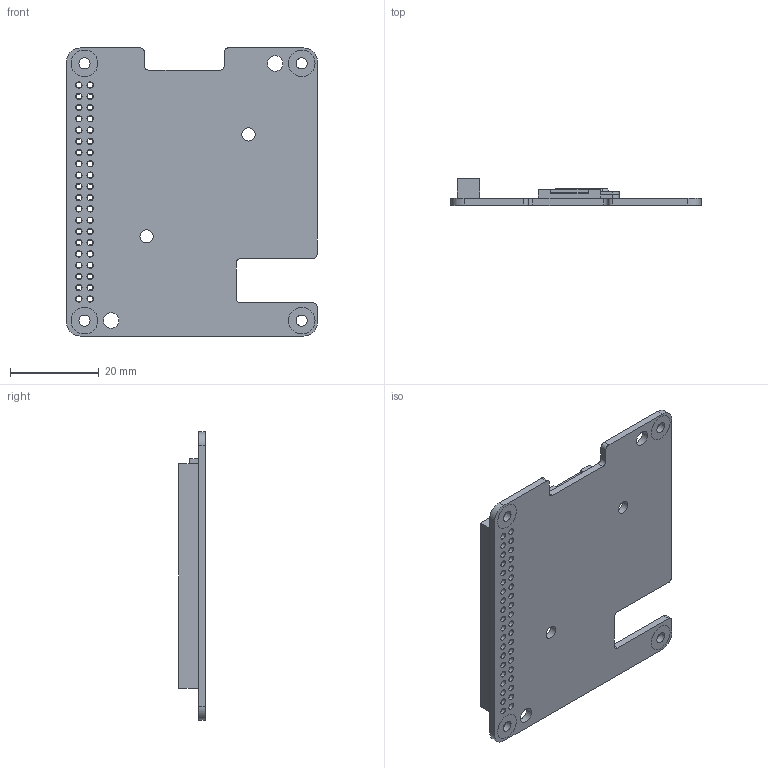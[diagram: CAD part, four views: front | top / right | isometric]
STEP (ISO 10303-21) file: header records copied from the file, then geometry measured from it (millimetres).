
FILE_DESCRIPTION(/* description */ (''),/* implementation_level */ '2;1');
FILE_NAME(/* name */ 'RPiAIHATPlusBoard.stp',/* time_stamp */ '2025-05-16T19:44:03+02:00',/* author */ ('pizag'),/* organization */ (''),/* preprocessor_version */ 'ST-DEVELOPER v20',/* originating_system */ 'Autodesk Inventor 2025',/* authorisation */ '');
FILE_SCHEMA (('AUTOMOTIVE_DESIGN { 1 0 10303 214 3 1 1 }'));
Length unit declared in the file: millimetre
Products named in the file (1): RPiAIHATPlusBoard
Bounding box: 56.5 x 6.05 x 65 mm (x, y, z)
Volume: 6691.3 mm3; surface area: 10020.5 mm2
Topology: 6 solids, 6 shells, 373 faces, 1032 edges, 688 vertices
Faces by surface type: plane 263, cylinder 73, bspline 33, cone 4
Full cylindrical faces by diameter (mm): 0.5 x1, 1.414 x40, 2.5 x4, 3 x2, 3.5 x2
Entity records: 12635 total; most frequent: CARTESIAN_POINT 2595, ORIENTED_EDGE 2064, DIRECTION 1806, EDGE_CURVE 1032, LINE 808, VECTOR 808, VERTEX_POINT 688, EDGE_LOOP 568
